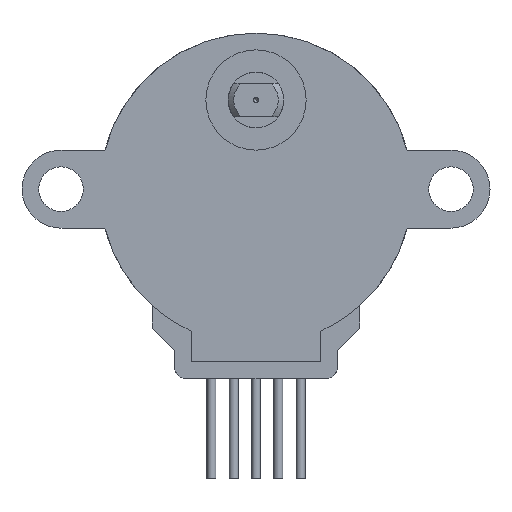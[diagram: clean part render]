
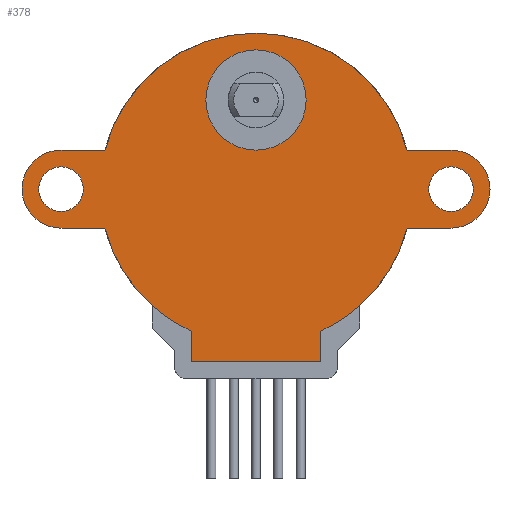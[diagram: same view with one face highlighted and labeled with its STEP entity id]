
A CAD part, front view. The second image highlights one B-rep face of the part: STEP entity #378.
In plain terms, the highlighted planar face has unit normal (0, -1, 0).
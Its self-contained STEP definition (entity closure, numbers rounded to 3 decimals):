
#378 = ADVANCED_FACE( '', ( #830, #831, #832, #833 ), #834, .F. );
#830 = FACE_BOUND( '', #1355, .T. );
#831 = FACE_OUTER_BOUND( '', #1356, .T. );
#832 = FACE_BOUND( '', #1357, .T. );
#833 = FACE_BOUND( '', #1358, .T. );
#834 = PLANE( '', #1359 );
#1355 = EDGE_LOOP( '', ( #2698 ) );
#1356 = EDGE_LOOP( '', ( #2699, #2700, #2701, #2702, #2703, #2704, #2705, #2706, #2707, #2708, #2709, #2710, #2711, #2712 ) );
#1357 = EDGE_LOOP( '', ( #2713 ) );
#1358 = EDGE_LOOP( '', ( #2714 ) );
#1359 = AXIS2_PLACEMENT_3D( '', #2715, #2716, #2717 );
#2698 = ORIENTED_EDGE( '', *, *, #3510, .T. );
#2699 = ORIENTED_EDGE( '', *, *, #3684, .T. );
#2700 = ORIENTED_EDGE( '', *, *, #3685, .T. );
#2701 = ORIENTED_EDGE( '', *, *, #3486, .F. );
#2702 = ORIENTED_EDGE( '', *, *, #3367, .T. );
#2703 = ORIENTED_EDGE( '', *, *, #3686, .T. );
#2704 = ORIENTED_EDGE( '', *, *, #3326, .T. );
#2705 = ORIENTED_EDGE( '', *, *, #3485, .F. );
#2706 = ORIENTED_EDGE( '', *, *, #3310, .T. );
#2707 = ORIENTED_EDGE( '', *, *, #3379, .T. );
#2708 = ORIENTED_EDGE( '', *, *, #3549, .T. );
#2709 = ORIENTED_EDGE( '', *, *, #3482, .F. );
#2710 = ORIENTED_EDGE( '', *, *, #3687, .T. );
#2711 = ORIENTED_EDGE( '', *, *, #3423, .T. );
#2712 = ORIENTED_EDGE( '', *, *, #3688, .T. );
#2713 = ORIENTED_EDGE( '', *, *, #3689, .T. );
#2714 = ORIENTED_EDGE( '', *, *, #3690, .F. );
#2715 = CARTESIAN_POINT( '', ( 0., 0., 0. ) );
#2716 = DIRECTION( '', ( 0., 1., 0. ) );
#2717 = DIRECTION( '', ( 0., 0., 1. ) );
#3310 = EDGE_CURVE( '', #3826, #3830, #3832, .T. );
#3326 = EDGE_CURVE( '', #3857, #3854, #3858, .T. );
#3367 = EDGE_CURVE( '', #3923, #3927, #3929, .T. );
#3379 = EDGE_CURVE( '', #3830, #3949, #3950, .T. );
#3423 = EDGE_CURVE( '', #4022, #4023, #4024, .T. );
#3482 = EDGE_CURVE( '', #4117, #4119, #4120, .T. );
#3485 = EDGE_CURVE( '', #3826, #3854, #4124, .T. );
#3486 = EDGE_CURVE( '', #3923, #4115, #4125, .T. );
#3510 = EDGE_CURVE( '', #4161, #4161, #4162, .T. );
#3549 = EDGE_CURVE( '', #3949, #4119, #4224, .T. );
#3684 = EDGE_CURVE( '', #4406, #4407, #4408, .T. );
#3685 = EDGE_CURVE( '', #4407, #4115, #4409, .T. );
#3686 = EDGE_CURVE( '', #3927, #3857, #4410, .T. );
#3687 = EDGE_CURVE( '', #4117, #4022, #4411, .T. );
#3688 = EDGE_CURVE( '', #4023, #4406, #4412, .T. );
#3689 = EDGE_CURVE( '', #4413, #4413, #4414, .T. );
#3690 = EDGE_CURVE( '', #4415, #4415, #4416, .T. );
#3826 = VERTEX_POINT( '', #4683 );
#3830 = VERTEX_POINT( '', #4689 );
#3832 = LINE( '', #4692, #4693 );
#3854 = VERTEX_POINT( '', #4720 );
#3857 = VERTEX_POINT( '', #4724 );
#3858 = LINE( '', #4725, #4726 );
#3923 = VERTEX_POINT( '', #4890 );
#3927 = VERTEX_POINT( '', #4896 );
#3929 = LINE( '', #4899, #4900 );
#3949 = VERTEX_POINT( '', #4926 );
#3950 = CIRCLE( '', #4927, 3.5 );
#4022 = VERTEX_POINT( '', #5127 );
#4023 = VERTEX_POINT( '', #5128 );
#4024 = LINE( '', #5129, #5130 );
#4115 = VERTEX_POINT( '', #5325 );
#4117 = VERTEX_POINT( '', #5328 );
#4119 = VERTEX_POINT( '', #5331 );
#4120 = CIRCLE( '', #5332, 14. );
#4124 = CIRCLE( '', #5337, 14. );
#4125 = CIRCLE( '', #5338, 14. );
#4161 = VERTEX_POINT( '', #5397 );
#4162 = CIRCLE( '', #5398, 4.5 );
#4224 = LINE( '', #5528, #5529 );
#4406 = VERTEX_POINT( '', #6264 );
#4407 = VERTEX_POINT( '', #6265 );
#4408 = LINE( '', #6266, #6267 );
#4409 = CIRCLE( '', #6268, 14. );
#4410 = CIRCLE( '', #6269, 3.5 );
#4411 = CIRCLE( '', #6270, 14. );
#4412 = LINE( '', #6271, #6272 );
#4413 = VERTEX_POINT( '', #6273 );
#4414 = CIRCLE( '', #6274, 2. );
#4415 = VERTEX_POINT( '', #6275 );
#4416 = CIRCLE( '', #6276, 2. );
#4683 = CARTESIAN_POINT( '', ( -13.555, 0., 3.5 ) );
#4689 = CARTESIAN_POINT( '', ( -17.5, 0., 3.5 ) );
#4692 = CARTESIAN_POINT( '', ( -17.5, 0., 3.5 ) );
#4693 = VECTOR( '', #6482, 1000. );
#4720 = CARTESIAN_POINT( '', ( 13.555, 0., 3.5 ) );
#4724 = CARTESIAN_POINT( '', ( 17.5, 0., 3.5 ) );
#4725 = CARTESIAN_POINT( '', ( -17.5, 0., 3.5 ) );
#4726 = VECTOR( '', #6498, 1000. );
#4890 = CARTESIAN_POINT( '', ( 13.555, 0., -3.5 ) );
#4896 = CARTESIAN_POINT( '', ( 17.5, 0., -3.5 ) );
#4899 = CARTESIAN_POINT( '', ( 17.5, 0., -3.5 ) );
#4900 = VECTOR( '', #6527, 1000. );
#4926 = CARTESIAN_POINT( '', ( -17.5, 0., -3.5 ) );
#4927 = AXIS2_PLACEMENT_3D( '', #6540, #6541, #6542 );
#5127 = CARTESIAN_POINT( '', ( -5.8, 0., -12.742 ) );
#5128 = CARTESIAN_POINT( '', ( -5.8, 0., -15.5 ) );
#5129 = CARTESIAN_POINT( '', ( -5.8, 0., -13.853 ) );
#5130 = VECTOR( '', #6584, 1000. );
#5325 = CARTESIAN_POINT( '', ( 9.3, 0., -10.465 ) );
#5328 = CARTESIAN_POINT( '', ( -9.3, 0., -10.465 ) );
#5331 = CARTESIAN_POINT( '', ( -13.555, 0., -3.5 ) );
#5332 = AXIS2_PLACEMENT_3D( '', #6633, #6634, #6635 );
#5337 = AXIS2_PLACEMENT_3D( '', #6640, #6641, #6642 );
#5338 = AXIS2_PLACEMENT_3D( '', #6643, #6644, #6645 );
#5397 = CARTESIAN_POINT( '', ( 4.5, 0., 8. ) );
#5398 = AXIS2_PLACEMENT_3D( '', #6665, #6666, #6667 );
#5528 = CARTESIAN_POINT( '', ( 17.5, 0., -3.5 ) );
#5529 = VECTOR( '', #6699, 1000. );
#6264 = CARTESIAN_POINT( '', ( 5.8, 0., -15.5 ) );
#6265 = CARTESIAN_POINT( '', ( 5.8, 0., -12.742 ) );
#6266 = CARTESIAN_POINT( '', ( 5.8, 0., -13.853 ) );
#6267 = VECTOR( '', #6783, 1000. );
#6268 = AXIS2_PLACEMENT_3D( '', #6784, #6785, #6786 );
#6269 = AXIS2_PLACEMENT_3D( '', #6787, #6788, #6789 );
#6270 = AXIS2_PLACEMENT_3D( '', #6790, #6791, #6792 );
#6271 = CARTESIAN_POINT( '', ( -5.8, 0., -15.5 ) );
#6272 = VECTOR( '', #6793, 1000. );
#6273 = CARTESIAN_POINT( '', ( -15.5, 0., 0. ) );
#6274 = AXIS2_PLACEMENT_3D( '', #6794, #6795, #6796 );
#6275 = CARTESIAN_POINT( '', ( 19.5, 0., 0. ) );
#6276 = AXIS2_PLACEMENT_3D( '', #6797, #6798, #6799 );
#6482 = DIRECTION( '', ( -1., 0., 0. ) );
#6498 = DIRECTION( '', ( -1., 0., 0. ) );
#6527 = DIRECTION( '', ( 1., 0., 0. ) );
#6540 = CARTESIAN_POINT( '', ( -17.5, 0., 0. ) );
#6541 = DIRECTION( '', ( 0., -1., 0. ) );
#6542 = DIRECTION( '', ( 1., 0., 0. ) );
#6584 = DIRECTION( '', ( 0., 0., -1. ) );
#6633 = CARTESIAN_POINT( '', ( 0., 0., 0. ) );
#6634 = DIRECTION( '', ( 0., 1., 0. ) );
#6635 = DIRECTION( '', ( 1., 0., 0. ) );
#6640 = CARTESIAN_POINT( '', ( 0., 0., 0. ) );
#6641 = DIRECTION( '', ( 0., 1., 0. ) );
#6642 = DIRECTION( '', ( 1., 0., 0. ) );
#6643 = CARTESIAN_POINT( '', ( 0., 0., 0. ) );
#6644 = DIRECTION( '', ( 0., 1., 0. ) );
#6645 = DIRECTION( '', ( 1., 0., 0. ) );
#6665 = CARTESIAN_POINT( '', ( 0., 0., 8. ) );
#6666 = DIRECTION( '', ( 0., 1., 0. ) );
#6667 = DIRECTION( '', ( 1., 0., 0. ) );
#6699 = DIRECTION( '', ( 1., 0., 0. ) );
#6783 = DIRECTION( '', ( 0., 0., 1. ) );
#6784 = CARTESIAN_POINT( '', ( 0., 0., 0. ) );
#6785 = DIRECTION( '', ( 0., -1., 0. ) );
#6786 = DIRECTION( '', ( 1., 0., 0. ) );
#6787 = CARTESIAN_POINT( '', ( 17.5, 0., 0. ) );
#6788 = DIRECTION( '', ( 0., -1., 0. ) );
#6789 = DIRECTION( '', ( -1., 0., 0. ) );
#6790 = CARTESIAN_POINT( '', ( 0., 0., 0. ) );
#6791 = DIRECTION( '', ( 0., -1., 0. ) );
#6792 = DIRECTION( '', ( 1., 0., 0. ) );
#6793 = DIRECTION( '', ( 1., 0., 0. ) );
#6794 = CARTESIAN_POINT( '', ( -17.5, 0., 0. ) );
#6795 = DIRECTION( '', ( 0., 1., 0. ) );
#6796 = DIRECTION( '', ( 1., 0., 0. ) );
#6797 = CARTESIAN_POINT( '', ( 17.5, 0., 0. ) );
#6798 = DIRECTION( '', ( 0., -1., 0. ) );
#6799 = DIRECTION( '', ( 1., 0., 0. ) );
